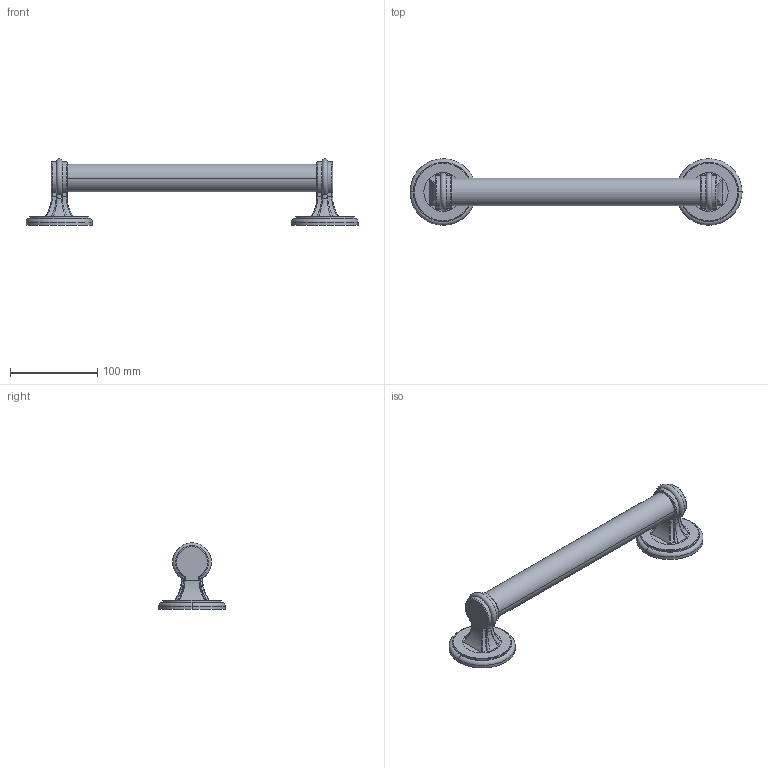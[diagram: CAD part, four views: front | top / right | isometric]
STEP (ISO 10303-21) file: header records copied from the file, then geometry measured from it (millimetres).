
FILE_DESCRIPTION((''),'2;1');
FILE_NAME('2760','2021-06-15T09:22:59',('rsmith'),(''),'CREO PARAMETRIC BY PTC INC, 2018400','CREO PARAMETRIC BY PTC INC, 2018400','');
FILE_SCHEMA(('AUTOMOTIVE_DESIGN { 1 0 10303 214 1 1 1 1 }'));
Length unit declared in the file: inch
Products named in the file (1): 2760
Bounding box: 381 x 76.2 x 76.12 mm (x, y, z)
Volume: 384954.8 mm3; surface area: 60930.9 mm2
Topology: 1 solids, 1 shells, 120 faces, 266 edges, 156 vertices
Faces by surface type: bspline 48, cylinder 38, plane 20, torus 14
Entity records: 6646 total; most frequent: CARTESIAN_POINT 3352, ORIENTED_EDGE 532, DIRECTION 354, PRESENTATION_STYLE_ASSIGNMENT 267, STYLED_ITEM 267, CURVE_STYLE 266, EDGE_CURVE 266, VERTEX_POINT 156
